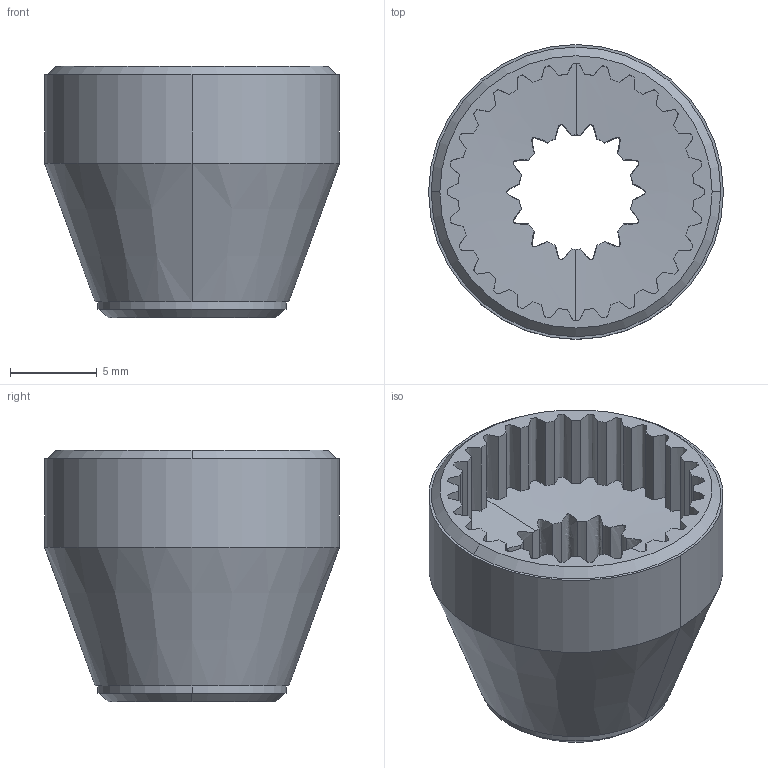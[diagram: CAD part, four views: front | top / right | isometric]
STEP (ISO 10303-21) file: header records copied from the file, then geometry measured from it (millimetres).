
FILE_DESCRIPTION (( 'STEP AP214' ), '1' );
FILE_NAME ('217-6789-001 Rev4.STEP', '2019-09-23T21:03:36', ( '' ), ( '' ), 'SwSTEP 2.0', 'SolidWorks 2017', '' );
FILE_SCHEMA (( 'AUTOMOTIVE_DESIGN' ));
Length unit declared in the file: millimetre
Products named in the file (1): 217-6789-001 Rev4
Bounding box: 16.99 x 16.99 x 14.5 mm (x, y, z)
Volume: 1492.1 mm3; surface area: 1521.1 mm2
Topology: 1 solids, 1 shells, 103 faces, 292 edges, 194 vertices
Faces by surface type: cylinder 46, bspline 42, cone 10, plane 5
Entity records: 8286 total; most frequent: CARTESIAN_POINT 5764, ORIENTED_EDGE 584, DIRECTION 434, EDGE_CURVE 292, VERTEX_POINT 194, AXIS2_PLACEMENT_3D 168, EDGE_LOOP 108, CIRCLE 106
